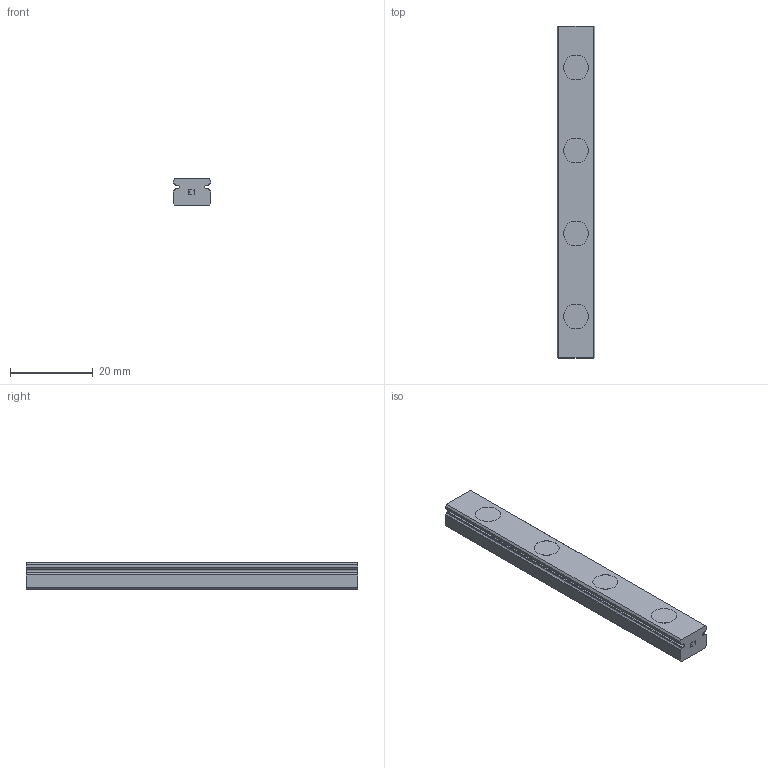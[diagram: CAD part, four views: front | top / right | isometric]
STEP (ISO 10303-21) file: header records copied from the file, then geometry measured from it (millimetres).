
FILE_DESCRIPTION(('STEP AP214'),'1');
FILE_NAME('cctmp_759FC7BE-705F-4C23-ACBF-5A7C805C797E_2021_02_18_14_33_43_0561..stp','2021-02-18T13:33:43',('HIWIN GmbH'),('CADClick - www.CADClick.com'),'Spatial InterOp 3D',' ','unknown authorization');
FILE_SCHEMA(('AUTOMOTIVE_DESIGN'));
Length unit declared in the file: millimetre
Products named in the file (1): MGNR09R80CM_FILE
Bounding box: 9 x 80 x 6.5 mm (x, y, z)
Volume: 3958 mm3; surface area: 3339.6 mm2
Topology: 1 solids, 1 shells, 131 faces, 339 edges, 226 vertices
Faces by surface type: plane 91, cylinder 40
Entity records: 5065 total; most frequent: CARTESIAN_POINT 697, DIRECTION 683, ORIENTED_EDGE 678, EDGE_CURVE 339, LINE 259, VECTOR 259, VERTEX_POINT 226, AXIS2_PLACEMENT_3D 212
